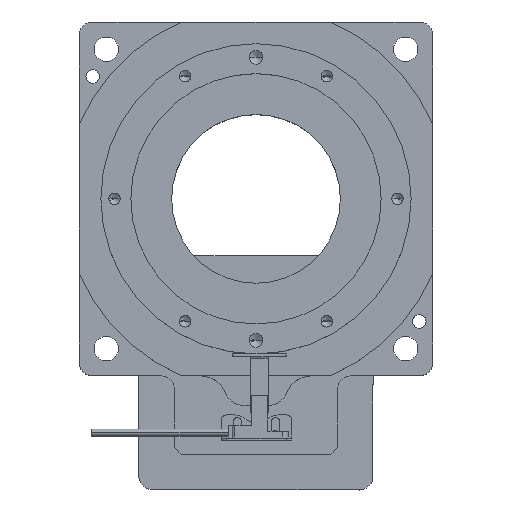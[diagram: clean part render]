
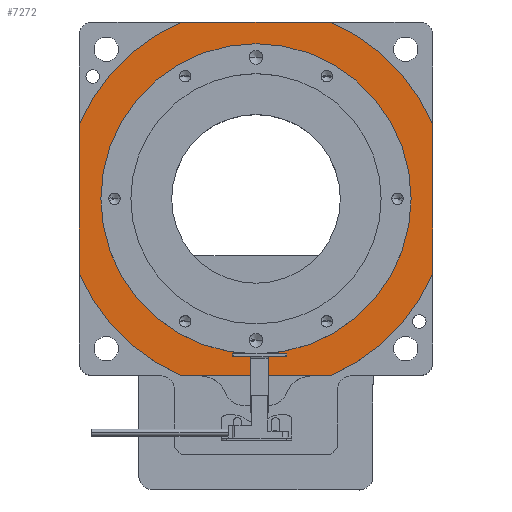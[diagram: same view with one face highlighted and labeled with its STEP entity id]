
A CAD part, top view. The second image highlights one B-rep face of the part: STEP entity #7272.
In plain terms, the highlighted planar face has unit normal (0, 0, 1).
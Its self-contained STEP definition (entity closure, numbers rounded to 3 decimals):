
#127 = CARTESIAN_POINT ( 'NONE',  ( 3.755, 64.938, 14.75 ) ) ;
#393 = DIRECTION ( 'NONE',  ( 1., 0., 0. ) ) ;
#414 = CARTESIAN_POINT ( 'NONE',  ( -50.843, -65.062, 14.75 ) ) ;
#612 = CARTESIAN_POINT ( 'NONE',  ( -50.843, 64.938, 14.75 ) ) ;
#1015 = VERTEX_POINT ( 'NONE', #1962 ) ;
#1077 = EDGE_CURVE ( 'NONE', #2067, #8695, #4731, .T. ) ;
#1101 = CARTESIAN_POINT ( 'NONE',  ( -88.544, 59.938, 14.75 ) ) ;
#1165 = DIRECTION ( 'NONE',  ( 1., 0., 0. ) ) ;
#1243 = ORIENTED_EDGE ( 'NONE', *, *, #1077, .T. ) ;
#1255 = ORIENTED_EDGE ( 'NONE', *, *, #8225, .T. ) ;
#1405 = EDGE_CURVE ( 'NONE', #8695, #2338, #11133, .T. ) ;
#1530 = VERTEX_POINT ( 'NONE', #6484 ) ;
#1567 = LINE ( 'NONE', #10931, #9793 ) ;
#1620 = CIRCLE ( 'NONE', #11871, 57. ) ;
#1731 = FACE_OUTER_BOUND ( 'NONE', #3146, .T. ) ;
#1836 = EDGE_CURVE ( 'NONE', #1015, #6309, #4921, .T. ) ;
#1935 = ORIENTED_EDGE ( 'NONE', *, *, #1405, .T. ) ;
#1960 = CIRCLE ( 'NONE', #7278, 70.5 ) ;
#1962 = CARTESIAN_POINT ( 'NONE',  ( -88.544, 27.237, 14.75 ) ) ;
#2067 = VERTEX_POINT ( 'NONE', #414 ) ;
#2089 = CARTESIAN_POINT ( 'NONE',  ( 3.755, -65.062, 14.75 ) ) ;
#2181 = CARTESIAN_POINT ( 'NONE',  ( -23.544, -0.062, 14.75 ) ) ;
#2189 = ORIENTED_EDGE ( 'NONE', *, *, #8026, .F. ) ;
#2338 = VERTEX_POINT ( 'NONE', #8795 ) ;
#2487 = DIRECTION ( 'NONE',  ( -1., 0., 0. ) ) ;
#2877 = VERTEX_POINT ( 'NONE', #11746 ) ;
#2938 = DIRECTION ( 'NONE',  ( 0., -1., 0. ) ) ;
#3062 = DIRECTION ( 'NONE',  ( 1., 0., 0. ) ) ;
#3072 = DIRECTION ( 'NONE',  ( 1., 0., 0. ) ) ;
#3118 = CIRCLE ( 'NONE', #11597, 70.5 ) ;
#3146 = EDGE_LOOP ( 'NONE', ( #8888, #1243, #1935, #9602, #1255, #8033, #11605, #11606 ) ) ;
#3423 = CARTESIAN_POINT ( 'NONE',  ( -88.544, -27.361, 14.75 ) ) ;
#3597 = CARTESIAN_POINT ( 'NONE',  ( -23.544, -0.062, 14.75 ) ) ;
#3948 = DIRECTION ( 'NONE',  ( 0., 1., 0. ) ) ;
#3978 = CARTESIAN_POINT ( 'NONE',  ( -23.544, -0.062, 14.75 ) ) ;
#4093 = CIRCLE ( 'NONE', #6284, 57. ) ;
#4461 = VERTEX_POINT ( 'NONE', #612 ) ;
#4502 = CIRCLE ( 'NONE', #10018, 70.5 ) ;
#4620 = VECTOR ( 'NONE', #8508, 1000. ) ;
#4731 = LINE ( 'NONE', #5914, #4620 ) ;
#4921 = LINE ( 'NONE', #1101, #5539 ) ;
#5282 = DIRECTION ( 'NONE',  ( 0., 0., 1. ) ) ;
#5452 = CARTESIAN_POINT ( 'NONE',  ( -23.544, -14.462, 14.75 ) ) ;
#5539 = VECTOR ( 'NONE', #2938, 1000. ) ;
#5567 = FACE_BOUND ( 'NONE', #5938, .T. ) ;
#5568 = EDGE_CURVE ( 'NONE', #11843, #4461, #1567, .T. ) ;
#5645 = AXIS2_PLACEMENT_3D ( 'NONE', #6136, #8849, #9884 ) ;
#5709 = CARTESIAN_POINT ( 'NONE',  ( 41.456, 59.938, 14.75 ) ) ;
#5829 = LINE ( 'NONE', #5709, #12013 ) ;
#5914 = CARTESIAN_POINT ( 'NONE',  ( -23.544, -65.062, 14.75 ) ) ;
#5938 = EDGE_LOOP ( 'NONE', ( #2189, #10830 ) ) ;
#6136 = CARTESIAN_POINT ( 'NONE',  ( -23.544, -0.062, 14.75 ) ) ;
#6189 = CARTESIAN_POINT ( 'NONE',  ( -23.544, -0.062, 14.75 ) ) ;
#6284 = AXIS2_PLACEMENT_3D ( 'NONE', #2181, #11300, #3072 ) ;
#6309 = VERTEX_POINT ( 'NONE', #3423 ) ;
#6468 = CARTESIAN_POINT ( 'NONE',  ( -23.544, -0.062, 14.75 ) ) ;
#6484 = CARTESIAN_POINT ( 'NONE',  ( 33.456, -0.062, 14.75 ) ) ;
#6739 = EDGE_CURVE ( 'NONE', #2338, #10252, #5829, .T. ) ;
#6830 = AXIS2_PLACEMENT_3D ( 'NONE', #5452, #9187, #1165 ) ;
#7272 = ADVANCED_FACE ( 'NONE', ( #1731, #5567 ), #10104, .T. ) ;
#7278 = AXIS2_PLACEMENT_3D ( 'NONE', #3597, #10316, #7315 ) ;
#7315 = DIRECTION ( 'NONE',  ( 1., 0., 0. ) ) ;
#7533 = DIRECTION ( 'NONE',  ( 0., 0., 1. ) ) ;
#7767 = DIRECTION ( 'NONE',  ( 0., 0., 1. ) ) ;
#8026 = EDGE_CURVE ( 'NONE', #1530, #2877, #4093, .T. ) ;
#8033 = ORIENTED_EDGE ( 'NONE', *, *, #5568, .T. ) ;
#8225 = EDGE_CURVE ( 'NONE', #10252, #11843, #3118, .T. ) ;
#8334 = DIRECTION ( 'NONE',  ( 1., 0., 0. ) ) ;
#8400 = EDGE_CURVE ( 'NONE', #6309, #2067, #4502, .T. ) ;
#8508 = DIRECTION ( 'NONE',  ( 1., 0., 0. ) ) ;
#8695 = VERTEX_POINT ( 'NONE', #2089 ) ;
#8795 = CARTESIAN_POINT ( 'NONE',  ( 41.456, -27.361, 14.75 ) ) ;
#8849 = DIRECTION ( 'NONE',  ( 0., 0., 1. ) ) ;
#8888 = ORIENTED_EDGE ( 'NONE', *, *, #8400, .T. ) ;
#9187 = DIRECTION ( 'NONE',  ( 0., 0., 1. ) ) ;
#9602 = ORIENTED_EDGE ( 'NONE', *, *, #6739, .T. ) ;
#9793 = VECTOR ( 'NONE', #2487, 1000. ) ;
#9884 = DIRECTION ( 'NONE',  ( 1., 0., 0. ) ) ;
#10018 = AXIS2_PLACEMENT_3D ( 'NONE', #3978, #7767, #3062 ) ;
#10104 = PLANE ( 'NONE',  #6830 ) ;
#10252 = VERTEX_POINT ( 'NONE', #12077 ) ;
#10257 = EDGE_CURVE ( 'NONE', #4461, #1015, #1960, .T. ) ;
#10316 = DIRECTION ( 'NONE',  ( 0., 0., 1. ) ) ;
#10830 = ORIENTED_EDGE ( 'NONE', *, *, #11465, .F. ) ;
#10931 = CARTESIAN_POINT ( 'NONE',  ( -83.544, 64.938, 14.75 ) ) ;
#11133 = CIRCLE ( 'NONE', #5645, 70.5 ) ;
#11300 = DIRECTION ( 'NONE',  ( 0., 0., 1. ) ) ;
#11465 = EDGE_CURVE ( 'NONE', #2877, #1530, #1620, .T. ) ;
#11597 = AXIS2_PLACEMENT_3D ( 'NONE', #6468, #7533, #8334 ) ;
#11605 = ORIENTED_EDGE ( 'NONE', *, *, #10257, .T. ) ;
#11606 = ORIENTED_EDGE ( 'NONE', *, *, #1836, .T. ) ;
#11746 = CARTESIAN_POINT ( 'NONE',  ( -80.544, -0.062, 14.75 ) ) ;
#11843 = VERTEX_POINT ( 'NONE', #127 ) ;
#11871 = AXIS2_PLACEMENT_3D ( 'NONE', #6189, #5282, #393 ) ;
#12013 = VECTOR ( 'NONE', #3948, 1000. ) ;
#12077 = CARTESIAN_POINT ( 'NONE',  ( 41.456, 27.237, 14.75 ) ) ;
